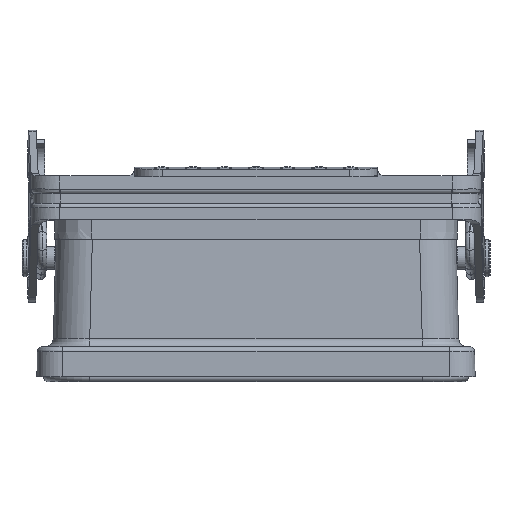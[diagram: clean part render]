
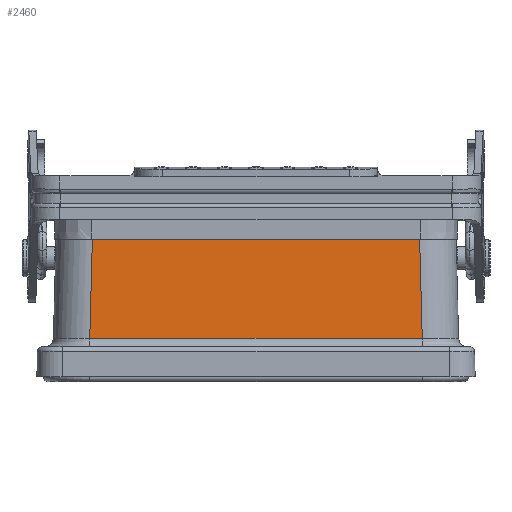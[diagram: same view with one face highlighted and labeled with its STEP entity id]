
A CAD part, left-side view. The second image highlights one B-rep face of the part: STEP entity #2460.
In plain terms, the highlighted planar face has unit normal (-1, 0, 0.026).
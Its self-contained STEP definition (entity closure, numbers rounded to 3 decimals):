
#1050=FACE_OUTER_BOUND('',#5965,.T.);
#2460=ADVANCED_FACE('',(#1050),#4064,.T.);
#4064=PLANE('',#27263);
#5965=EDGE_LOOP('',(#9118,#9119,#9120,#9121));
#9118=ORIENTED_EDGE('',*,*,#19398,.T.);
#9119=ORIENTED_EDGE('',*,*,#19399,.T.);
#9120=ORIENTED_EDGE('',*,*,#19400,.T.);
#9121=ORIENTED_EDGE('',*,*,#19401,.T.);
#16852=VERTEX_POINT('',#37546);
#16853=VERTEX_POINT('',#37547);
#16854=VERTEX_POINT('',#37549);
#16855=VERTEX_POINT('',#37551);
#19398=EDGE_CURVE('',#16852,#16853,#23245,.T.);
#19399=EDGE_CURVE('',#16853,#16854,#23246,.T.);
#19400=EDGE_CURVE('',#16854,#16855,#23247,.T.);
#19401=EDGE_CURVE('',#16855,#16852,#23248,.T.);
#23245=LINE('',#37545,#25220);
#23246=LINE('',#37548,#25221);
#23247=LINE('',#37550,#25222);
#23248=LINE('',#37552,#25223);
#25220=VECTOR('',#29920,1.);
#25221=VECTOR('',#29921,1.);
#25222=VECTOR('',#29922,1.);
#25223=VECTOR('',#29923,1.);
#27263=AXIS2_PLACEMENT_3D('',#37553,#29924,#29925);
#29920=DIRECTION('',(0.026,0.026,0.999));
#29921=DIRECTION('',(0.,1.,0.));
#29922=DIRECTION('',(-0.026,0.026,-0.999));
#29923=DIRECTION('',(0.,-1.,0.));
#29924=DIRECTION('',(-1.,0.,0.026));
#29925=DIRECTION('',(0.026,0.,1.));
#37545=CARTESIAN_POINT('',(-46.518,-33.671,85.803));
#37546=CARTESIAN_POINT('',(-47.103,-34.256,63.453));
#37547=CARTESIAN_POINT('',(-46.568,-33.721,83.892));
#37548=CARTESIAN_POINT('',(-46.568,-41.999,83.892));
#37549=CARTESIAN_POINT('',(-46.568,33.721,83.892));
#37550=CARTESIAN_POINT('',(-47.097,34.249,63.695));
#37551=CARTESIAN_POINT('',(-47.103,34.256,63.453));
#37552=CARTESIAN_POINT('',(-47.103,-34.302,63.453));
#37553=CARTESIAN_POINT('',(-47.149,-41.999,61.7));
